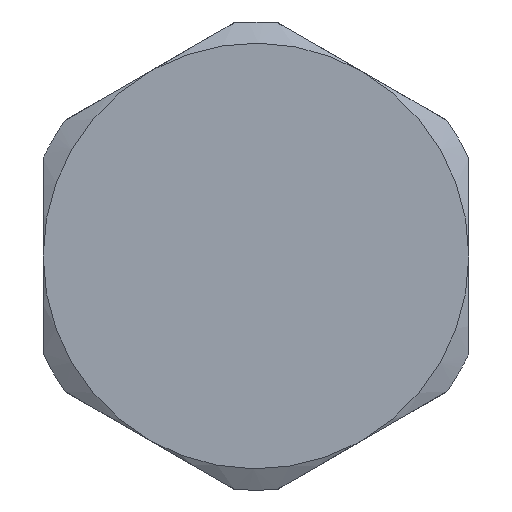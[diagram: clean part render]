
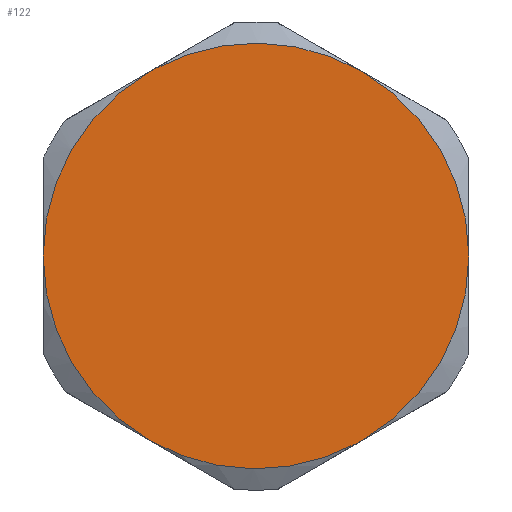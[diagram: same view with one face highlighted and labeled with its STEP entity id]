
A CAD part, left-side view. The second image highlights one B-rep face of the part: STEP entity #122.
In plain terms, the highlighted planar face has unit normal (-1, 0, 0).
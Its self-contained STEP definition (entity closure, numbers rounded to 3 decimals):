
#51=CARTESIAN_POINT('Axis2P3D Location',(-45.,0.,17.25)) ;
#56=CARTESIAN_POINT('Axis2P3D Location',(-45.,0.,0.)) ;
#60=CARTESIAN_POINT('Vertex',(-45.,10.,-17.321)) ;
#62=CARTESIAN_POINT('Vertex',(-45.,-9.589,-17.552)) ;
#65=CARTESIAN_POINT('Axis2P3D Location',(-45.,0.,0.)) ;
#69=CARTESIAN_POINT('Vertex',(-45.,-10.,-17.321)) ;
#72=CARTESIAN_POINT('Axis2P3D Location',(-45.,0.,0.)) ;
#76=CARTESIAN_POINT('Vertex',(-45.,-20.,0.)) ;
#79=CARTESIAN_POINT('Axis2P3D Location',(-45.,0.,0.)) ;
#83=CARTESIAN_POINT('Vertex',(-45.,-10.,17.321)) ;
#86=CARTESIAN_POINT('Axis2P3D Location',(-45.,0.,0.)) ;
#90=CARTESIAN_POINT('Vertex',(-45.,9.589,17.552)) ;
#93=CARTESIAN_POINT('Axis2P3D Location',(-45.,0.,0.)) ;
#97=CARTESIAN_POINT('Vertex',(-45.,10.,17.321)) ;
#100=CARTESIAN_POINT('Axis2P3D Location',(-45.,0.,0.)) ;
#104=CARTESIAN_POINT('Vertex',(-45.,20.,0.)) ;
#107=CARTESIAN_POINT('Axis2P3D Location',(-45.,0.,0.)) ;
#52=DIRECTION('Axis2P3D Direction',(-1.,0.,0.)) ;
#53=DIRECTION('Axis2P3D XDirection',(0.,1.,0.)) ;
#57=DIRECTION('Axis2P3D Direction',(-1.,0.,0.)) ;
#66=DIRECTION('Axis2P3D Direction',(-1.,0.,0.)) ;
#73=DIRECTION('Axis2P3D Direction',(-1.,0.,0.)) ;
#80=DIRECTION('Axis2P3D Direction',(-1.,0.,0.)) ;
#87=DIRECTION('Axis2P3D Direction',(-1.,0.,0.)) ;
#94=DIRECTION('Axis2P3D Direction',(-1.,0.,0.)) ;
#101=DIRECTION('Axis2P3D Direction',(-1.,0.,0.)) ;
#108=DIRECTION('Axis2P3D Direction',(-1.,0.,0.)) ;
#54=AXIS2_PLACEMENT_3D('Plane Axis2P3D',#51,#52,#53) ;
#58=AXIS2_PLACEMENT_3D('Circle Axis2P3D',#56,#57,$) ;
#67=AXIS2_PLACEMENT_3D('Circle Axis2P3D',#65,#66,$) ;
#74=AXIS2_PLACEMENT_3D('Circle Axis2P3D',#72,#73,$) ;
#81=AXIS2_PLACEMENT_3D('Circle Axis2P3D',#79,#80,$) ;
#88=AXIS2_PLACEMENT_3D('Circle Axis2P3D',#86,#87,$) ;
#95=AXIS2_PLACEMENT_3D('Circle Axis2P3D',#93,#94,$) ;
#102=AXIS2_PLACEMENT_3D('Circle Axis2P3D',#100,#101,$) ;
#109=AXIS2_PLACEMENT_3D('Circle Axis2P3D',#107,#108,$) ;
#113=ORIENTED_EDGE('',*,*,#64,.T.) ;
#114=ORIENTED_EDGE('',*,*,#71,.T.) ;
#115=ORIENTED_EDGE('',*,*,#78,.T.) ;
#116=ORIENTED_EDGE('',*,*,#85,.T.) ;
#117=ORIENTED_EDGE('',*,*,#92,.T.) ;
#118=ORIENTED_EDGE('',*,*,#99,.T.) ;
#119=ORIENTED_EDGE('',*,*,#106,.T.) ;
#120=ORIENTED_EDGE('',*,*,#111,.T.) ;
#122=ADVANCED_FACE('31709_LAVORATO',(#121),#55,.T.) ;
#59=CIRCLE('generated circle',#58,20.) ;
#68=CIRCLE('generated circle',#67,20.) ;
#75=CIRCLE('generated circle',#74,20.) ;
#82=CIRCLE('generated circle',#81,20.) ;
#89=CIRCLE('generated circle',#88,20.) ;
#96=CIRCLE('generated circle',#95,20.) ;
#103=CIRCLE('generated circle',#102,20.) ;
#110=CIRCLE('generated circle',#109,20.) ;
#64=EDGE_CURVE('',#61,#63,#59,.T.) ;
#71=EDGE_CURVE('',#63,#70,#68,.T.) ;
#78=EDGE_CURVE('',#70,#77,#75,.T.) ;
#85=EDGE_CURVE('',#77,#84,#82,.T.) ;
#92=EDGE_CURVE('',#84,#91,#89,.T.) ;
#99=EDGE_CURVE('',#91,#98,#96,.T.) ;
#106=EDGE_CURVE('',#98,#105,#103,.T.) ;
#111=EDGE_CURVE('',#105,#61,#110,.T.) ;
#112=EDGE_LOOP('',(#113,#114,#115,#116,#117,#118,#119,#120)) ;
#121=FACE_OUTER_BOUND('',#112,.T.) ;
#55=PLANE('',#54) ;
#61=VERTEX_POINT('',#60) ;
#63=VERTEX_POINT('',#62) ;
#70=VERTEX_POINT('',#69) ;
#77=VERTEX_POINT('',#76) ;
#84=VERTEX_POINT('',#83) ;
#91=VERTEX_POINT('',#90) ;
#98=VERTEX_POINT('',#97) ;
#105=VERTEX_POINT('',#104) ;
